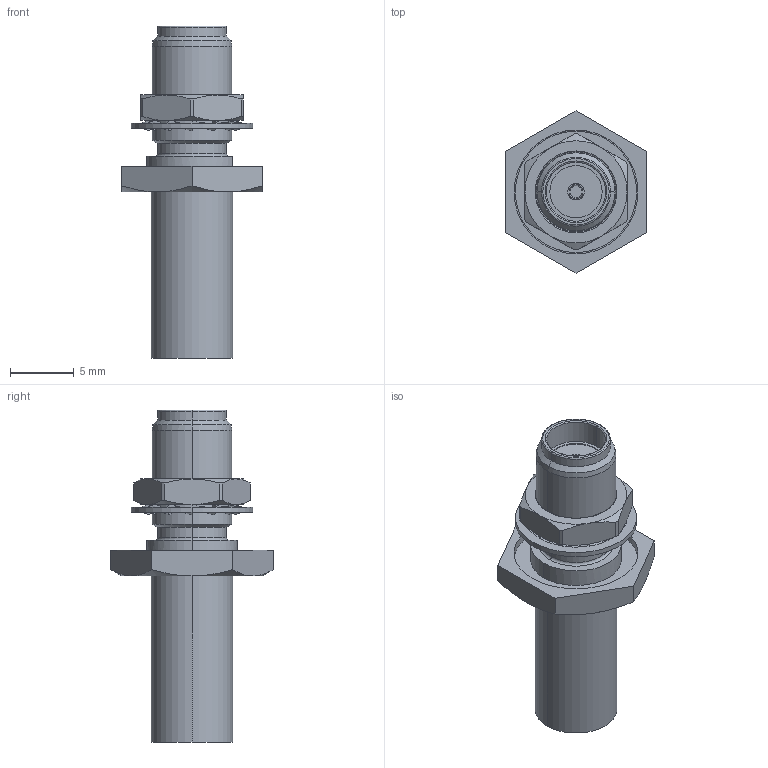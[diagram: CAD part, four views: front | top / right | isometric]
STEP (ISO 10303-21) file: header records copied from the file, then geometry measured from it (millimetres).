
FILE_DESCRIPTION (( 'STEP AP214' ), '1' );
FILE_NAME ('J01151A0401.STEP', '2018-09-19T12:03:57', ( '' ), ( '' ), 'SwSTEP 2.0', 'SolidWorks 2017', '' );
FILE_SCHEMA (( 'AUTOMOTIVE_DESIGN' ));
Length unit declared in the file: millimetre
Products named in the file (1): J01151A0401
Bounding box: 11 x 12.7 x 26 mm (x, y, z)
Volume: 814.2 mm3; surface area: 1165.4 mm2
Topology: 2 solids, 2 shells, 173 faces, 416 edges, 260 vertices
Faces by surface type: plane 61, cylinder 36, bspline 36, cone 32, torus 8
Entity records: 7469 total; most frequent: CARTESIAN_POINT 1710, ORIENTED_EDGE 832, DIRECTION 726, EDGE_CURVE 416, AXIS2_PLACEMENT_3D 260, VERTEX_POINT 260, VECTOR 206, LINE 206
